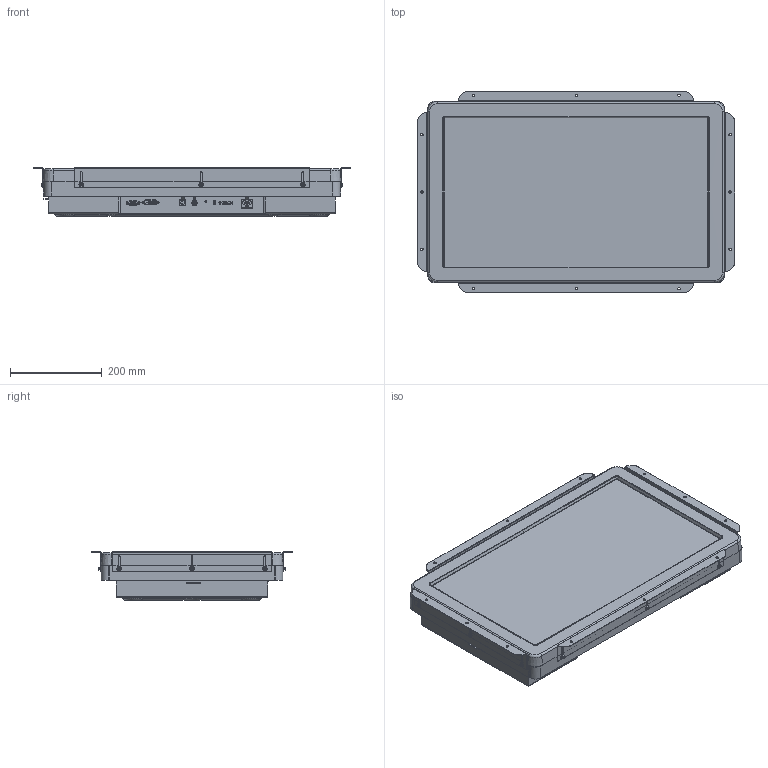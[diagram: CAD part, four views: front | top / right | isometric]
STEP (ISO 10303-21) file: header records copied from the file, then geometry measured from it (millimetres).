
FILE_DESCRIPTION((''),'2;1');
FILE_NAME('MS600623_A_ET2639L_IT_REAR','2008-01-25T',('US0T7105'),('Tyco Electronics Corporation'),'PRO/ENGINEER BY PARAMETRIC TECHNOLOGY CORPORATION, 2005450','PRO/ENGINEER BY PARAMETRIC TECHNOLOGY CORPORATION, 2005450','');
FILE_SCHEMA(('CONFIG_CONTROL_DESIGN'));
Length unit declared in the file: millimetre
Products named in the file (1): MS600623_A_ET2639L_IT_REAR
Bounding box: 692.75 x 439.6 x 105.5 mm (x, y, z)
Volume: 21891765.4 mm3; surface area: 905736.1 mm2
Topology: 1 solids, 1 shells, 1216 faces, 3087 edges, 1990 vertices
Faces by surface type: plane 810, cylinder 322, torus 32, bspline 24, extrusion 16, cone 8, sphere 4
Entity records: 37211 total; most frequent: CARTESIAN_POINT 7315, ORIENTED_EDGE 6166, DIRECTION 6119, EDGE_CURVE 3083, VECTOR 2271, LINE 2255, VERTEX_POINT 1990, AXIS2_PLACEMENT_3D 1924
